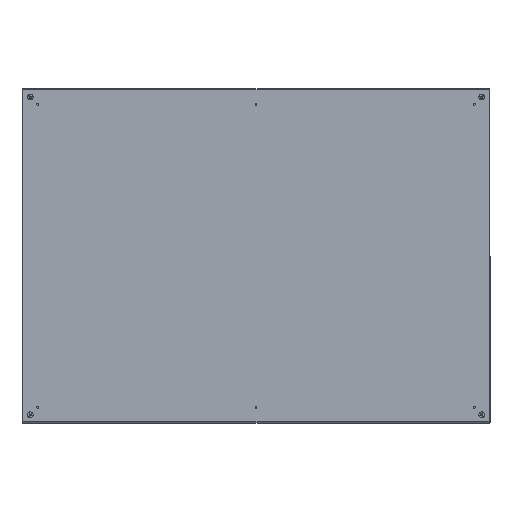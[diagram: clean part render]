
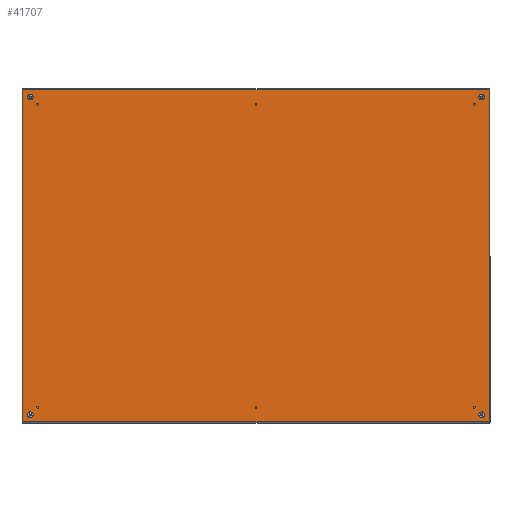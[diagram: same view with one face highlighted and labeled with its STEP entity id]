
A CAD part, top view. The second image highlights one B-rep face of the part: STEP entity #41707.
In plain terms, the highlighted face is planar.
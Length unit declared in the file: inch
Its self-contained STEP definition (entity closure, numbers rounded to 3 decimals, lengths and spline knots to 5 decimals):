
#1621 = ORIENTED_EDGE ( 'NONE', *, *, #8267, .T. ) ;
#2110 = CARTESIAN_POINT ( 'NONE',  ( 0., 0.75, 14. ) ) ;
#4282 = ORIENTED_EDGE ( 'NONE', *, *, #73977, .T. ) ;
#4921 = DIRECTION ( 'NONE',  ( 0., -1., 0. ) ) ;
#5956 = ORIENTED_EDGE ( 'NONE', *, *, #95636, .T. ) ;
#6102 = CIRCLE ( 'NONE', #89356, 0.25 ) ;
#6410 = VERTEX_POINT ( 'NONE', #32967 ) ;
#6499 = VERTEX_POINT ( 'NONE', #86573 ) ;
#6949 = ORIENTED_EDGE ( 'NONE', *, *, #66981, .T. ) ;
#8028 = DIRECTION ( 'NONE',  ( 0., 0., 1. ) ) ;
#8148 = CARTESIAN_POINT ( 'NONE',  ( 0., 0.072, 14.892 ) ) ;
#8267 = EDGE_CURVE ( 'NONE', #26416, #36144, #57934, .T. ) ;
#8700 = VERTEX_POINT ( 'NONE', #23139 ) ;
#11003 = ORIENTED_EDGE ( 'NONE', *, *, #55710, .T. ) ;
#11814 = DIRECTION ( 'NONE',  ( 0., 1., 0. ) ) ;
#11944 = DIRECTION ( 'NONE',  ( 0., 0., 1. ) ) ;
#12124 = CARTESIAN_POINT ( 'NONE',  ( 0., 0.75, 14.25 ) ) ;
#14072 = EDGE_CURVE ( 'NONE', #36144, #26416, #80003, .T. ) ;
#14179 = DIRECTION ( 'NONE',  ( 1., 0., 0. ) ) ;
#14333 = VECTOR ( 'NONE', #4921, 39.37008 ) ;
#17628 = CARTESIAN_POINT ( 'NONE',  ( 0., 0.75, -14.25 ) ) ;
#18182 = VERTEX_POINT ( 'NONE', #59518 ) ;
#21543 = CARTESIAN_POINT ( 'NONE',  ( 0., 0.75, -14.25 ) ) ;
#21942 = AXIS2_PLACEMENT_3D ( 'NONE', #17628, #74525, #8028 ) ;
#22293 = EDGE_LOOP ( 'NONE', ( #1621, #103528 ) ) ;
#22401 = CARTESIAN_POINT ( 'NONE',  ( 0., 41.25, 14. ) ) ;
#22435 = EDGE_CURVE ( 'NONE', #23578, #76021, #102025, .T. ) ;
#23139 = CARTESIAN_POINT ( 'NONE',  ( 0., 0.75, -14.5 ) ) ;
#23578 = VERTEX_POINT ( 'NONE', #22401 ) ;
#23603 = CARTESIAN_POINT ( 'NONE',  ( 0., 41.928, -14.875 ) ) ;
#24264 = ORIENTED_EDGE ( 'NONE', *, *, #61201, .T. ) ;
#24618 = CARTESIAN_POINT ( 'NONE',  ( 0., 41.25, -14. ) ) ;
#26117 = ORIENTED_EDGE ( 'NONE', *, *, #54489, .T. ) ;
#26416 = VERTEX_POINT ( 'NONE', #69456 ) ;
#27527 = CARTESIAN_POINT ( 'NONE',  ( 0., 0.072, -14.875 ) ) ;
#28104 = CIRCLE ( 'NONE', #34818, 0.25 ) ;
#28299 = VECTOR ( 'NONE', #11814, 39.37008 ) ;
#29149 = DIRECTION ( 'NONE',  ( 1., 0., 0. ) ) ;
#29404 = DIRECTION ( 'NONE',  ( 0., 0., 1. ) ) ;
#29998 = EDGE_LOOP ( 'NONE', ( #4282, #104930 ) ) ;
#30420 = FACE_BOUND ( 'NONE', #32507, .T. ) ;
#32507 = EDGE_LOOP ( 'NONE', ( #6949, #50292 ) ) ;
#32967 = CARTESIAN_POINT ( 'NONE',  ( 0., 0.75, -14. ) ) ;
#34814 = DIRECTION ( 'NONE',  ( 1., 0., 0. ) ) ;
#34818 = AXIS2_PLACEMENT_3D ( 'NONE', #39057, #14179, #46544 ) ;
#35822 = DIRECTION ( 'NONE',  ( 1., 0., 0. ) ) ;
#36144 = VERTEX_POINT ( 'NONE', #2110 ) ;
#36691 = CARTESIAN_POINT ( 'NONE',  ( 0., 41.25, 14.5 ) ) ;
#39057 = CARTESIAN_POINT ( 'NONE',  ( 0., 41.25, 14.25 ) ) ;
#39548 = AXIS2_PLACEMENT_3D ( 'NONE', #93212, #94751, #100639 ) ;
#41159 = EDGE_CURVE ( 'NONE', #59996, #67634, #67630, .T. ) ;
#41707 = ADVANCED_FACE ( 'NONE', ( #61830, #101684, #30420, #76777, #77310 ), #62333, .T. ) ;
#41858 = VECTOR ( 'NONE', #57826, 39.37008 ) ;
#42304 = CIRCLE ( 'NONE', #21942, 0.25 ) ;
#45548 = DIRECTION ( 'NONE',  ( 1., 0., 0. ) ) ;
#45807 = CARTESIAN_POINT ( 'NONE',  ( 0., 21., -14.892 ) ) ;
#46544 = DIRECTION ( 'NONE',  ( 0., 0., 1. ) ) ;
#49385 = AXIS2_PLACEMENT_3D ( 'NONE', #100722, #34814, #11944 ) ;
#50257 = EDGE_LOOP ( 'NONE', ( #24264, #80688 ) ) ;
#50292 = ORIENTED_EDGE ( 'NONE', *, *, #93530, .T. ) ;
#54126 = CARTESIAN_POINT ( 'NONE',  ( 0., 0.072, -14.892 ) ) ;
#54489 = EDGE_CURVE ( 'NONE', #76409, #59996, #75940, .T. ) ;
#55452 = LINE ( 'NONE', #45807, #14333 ) ;
#55710 = EDGE_CURVE ( 'NONE', #67634, #18182, #103886, .T. ) ;
#56239 = AXIS2_PLACEMENT_3D ( 'NONE', #83758, #35822, #91184 ) ;
#57826 = DIRECTION ( 'NONE',  ( 0., 0., 1. ) ) ;
#57934 = CIRCLE ( 'NONE', #90201, 0.25 ) ;
#59518 = CARTESIAN_POINT ( 'NONE',  ( 0., 41.928, -14.892 ) ) ;
#59996 = VERTEX_POINT ( 'NONE', #8148 ) ;
#60732 = CARTESIAN_POINT ( 'NONE',  ( 0., 21., 14.892 ) ) ;
#61201 = EDGE_CURVE ( 'NONE', #102593, #6499, #80392, .T. ) ;
#61830 = FACE_OUTER_BOUND ( 'NONE', #64464, .T. ) ;
#62333 = PLANE ( 'NONE',  #89551 ) ;
#64464 = EDGE_LOOP ( 'NONE', ( #5956, #26117, #83546, #11003 ) ) ;
#66981 = EDGE_CURVE ( 'NONE', #6410, #8700, #42304, .T. ) ;
#67415 = CARTESIAN_POINT ( 'NONE',  ( 0., 41.928, 14.892 ) ) ;
#67630 = LINE ( 'NONE', #60732, #28299 ) ;
#67634 = VERTEX_POINT ( 'NONE', #67415 ) ;
#68144 = AXIS2_PLACEMENT_3D ( 'NONE', #70092, #45548, #102502 ) ;
#68291 = EDGE_CURVE ( 'NONE', #6499, #102593, #81769, .T. ) ;
#69456 = CARTESIAN_POINT ( 'NONE',  ( 0., 0.75, 14.5 ) ) ;
#70092 = CARTESIAN_POINT ( 'NONE',  ( 0., 41.25, -14.25 ) ) ;
#73977 = EDGE_CURVE ( 'NONE', #76021, #23578, #28104, .T. ) ;
#74525 = DIRECTION ( 'NONE',  ( 1., 0., 0. ) ) ;
#75940 = LINE ( 'NONE', #27527, #41858 ) ;
#76021 = VERTEX_POINT ( 'NONE', #36691 ) ;
#76409 = VERTEX_POINT ( 'NONE', #54126 ) ;
#76777 = FACE_BOUND ( 'NONE', #29998, .T. ) ;
#77310 = FACE_BOUND ( 'NONE', #22293, .T. ) ;
#78444 = DIRECTION ( 'NONE',  ( 0., 0., 1. ) ) ;
#80003 = CIRCLE ( 'NONE', #49385, 0.25 ) ;
#80392 = CIRCLE ( 'NONE', #39548, 0.25 ) ;
#80688 = ORIENTED_EDGE ( 'NONE', *, *, #68291, .T. ) ;
#81542 = DIRECTION ( 'NONE',  ( 0., 0., -1. ) ) ;
#81769 = CIRCLE ( 'NONE', #68144, 0.25 ) ;
#83546 = ORIENTED_EDGE ( 'NONE', *, *, #41159, .T. ) ;
#83758 = CARTESIAN_POINT ( 'NONE',  ( 0., 41.25, 14.25 ) ) ;
#86407 = DIRECTION ( 'NONE',  ( 1., 0., 0. ) ) ;
#86573 = CARTESIAN_POINT ( 'NONE',  ( 0., 41.25, -14.5 ) ) ;
#86800 = DIRECTION ( 'NONE',  ( -1., 0., 0. ) ) ;
#89356 = AXIS2_PLACEMENT_3D ( 'NONE', #21543, #86407, #78444 ) ;
#89551 = AXIS2_PLACEMENT_3D ( 'NONE', #102221, #86800, #29404 ) ;
#90201 = AXIS2_PLACEMENT_3D ( 'NONE', #12124, #29149, #94019 ) ;
#91184 = DIRECTION ( 'NONE',  ( 0., 0., 1. ) ) ;
#93212 = CARTESIAN_POINT ( 'NONE',  ( 0., 41.25, -14.25 ) ) ;
#93530 = EDGE_CURVE ( 'NONE', #8700, #6410, #6102, .T. ) ;
#94019 = DIRECTION ( 'NONE',  ( 0., 0., 1. ) ) ;
#94719 = VECTOR ( 'NONE', #81542, 39.37008 ) ;
#94751 = DIRECTION ( 'NONE',  ( 1., 0., 0. ) ) ;
#95636 = EDGE_CURVE ( 'NONE', #18182, #76409, #55452, .T. ) ;
#100639 = DIRECTION ( 'NONE',  ( 0., 0., 1. ) ) ;
#100722 = CARTESIAN_POINT ( 'NONE',  ( 0., 0.75, 14.25 ) ) ;
#101684 = FACE_BOUND ( 'NONE', #50257, .T. ) ;
#102025 = CIRCLE ( 'NONE', #56239, 0.25 ) ;
#102221 = CARTESIAN_POINT ( 'NONE',  ( 0., 21., 0. ) ) ;
#102502 = DIRECTION ( 'NONE',  ( 0., 0., 1. ) ) ;
#102593 = VERTEX_POINT ( 'NONE', #24618 ) ;
#103528 = ORIENTED_EDGE ( 'NONE', *, *, #14072, .T. ) ;
#103886 = LINE ( 'NONE', #23603, #94719 ) ;
#104930 = ORIENTED_EDGE ( 'NONE', *, *, #22435, .T. ) ;
